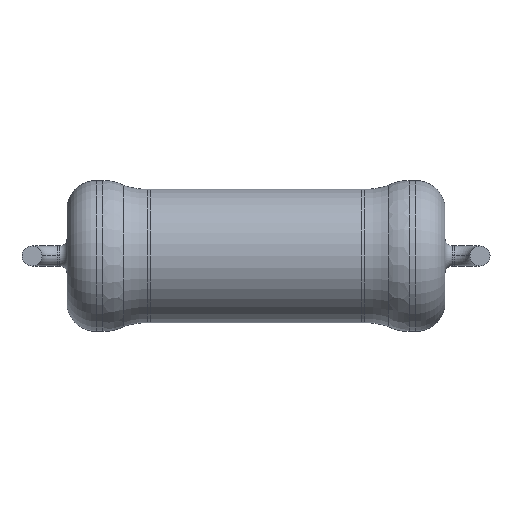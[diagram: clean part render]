
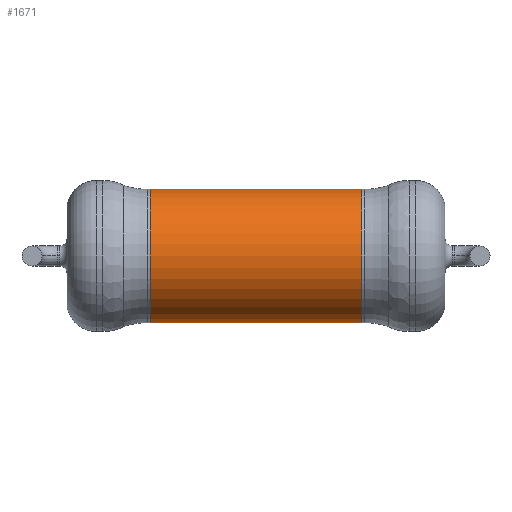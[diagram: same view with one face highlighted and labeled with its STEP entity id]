
A CAD part, front view. The second image highlights one B-rep face of the part: STEP entity #1671.
In plain terms, the highlighted cylindrical face has radius 2.651 mm (diameter 5.302 mm), a partial arc.
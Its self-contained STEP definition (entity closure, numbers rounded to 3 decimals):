
#78 = CIRCLE ( 'NONE', #1413, 2.651 ) ;
#170 = VECTOR ( 'NONE', #1569, 1000. ) ;
#192 = EDGE_CURVE ( 'NONE', #1833, #977, #1734, .T. ) ;
#201 = LINE ( 'NONE', #586, #170 ) ;
#228 = EDGE_CURVE ( 'NONE', #1141, #977, #253, .T. ) ;
#253 = LINE ( 'NONE', #1121, #1701 ) ;
#448 = FACE_OUTER_BOUND ( 'NONE', #1478, .T. ) ;
#485 = EDGE_CURVE ( 'NONE', #1481, #1141, #78, .T. ) ;
#520 = CARTESIAN_POINT ( 'NONE',  ( 4.195, 7.5, 0. ) ) ;
#555 = CARTESIAN_POINT ( 'NONE',  ( -4.195, 7.5, -2.651 ) ) ;
#559 = DIRECTION ( 'NONE',  ( -1., 0., 0. ) ) ;
#573 = DIRECTION ( 'NONE',  ( 0., 0., 1. ) ) ;
#586 = CARTESIAN_POINT ( 'NONE',  ( -7.5, 7.5, -2.651 ) ) ;
#624 = AXIS2_PLACEMENT_3D ( 'NONE', #1673, #843, #1816 ) ;
#664 = DIRECTION ( 'NONE',  ( 0., 0., 1. ) ) ;
#718 = CARTESIAN_POINT ( 'NONE',  ( -7.5, 7.5, 0. ) ) ;
#732 = CARTESIAN_POINT ( 'NONE',  ( 4.195, 7.5, 2.651 ) ) ;
#843 = DIRECTION ( 'NONE',  ( -1., 0., 0. ) ) ;
#864 = DIRECTION ( 'NONE',  ( -1., 0., 0. ) ) ;
#977 = VERTEX_POINT ( 'NONE', #1499 ) ;
#1041 = ORIENTED_EDGE ( 'NONE', *, *, #485, .T. ) ;
#1121 = CARTESIAN_POINT ( 'NONE',  ( -7.5, 7.5, 2.651 ) ) ;
#1141 = VERTEX_POINT ( 'NONE', #732 ) ;
#1178 = EDGE_CURVE ( 'NONE', #1481, #1833, #201, .T. ) ;
#1206 = CARTESIAN_POINT ( 'NONE',  ( 4.195, 7.5, -2.651 ) ) ;
#1254 = CYLINDRICAL_SURFACE ( 'NONE', #1577, 2.651 ) ;
#1300 = ORIENTED_EDGE ( 'NONE', *, *, #228, .T. ) ;
#1413 = AXIS2_PLACEMENT_3D ( 'NONE', #520, #1508, #664 ) ;
#1450 = ORIENTED_EDGE ( 'NONE', *, *, #192, .F. ) ;
#1478 = EDGE_LOOP ( 'NONE', ( #1756, #1041, #1300, #1450 ) ) ;
#1481 = VERTEX_POINT ( 'NONE', #1206 ) ;
#1499 = CARTESIAN_POINT ( 'NONE',  ( -4.195, 7.5, 2.651 ) ) ;
#1508 = DIRECTION ( 'NONE',  ( -1., 0., 0. ) ) ;
#1569 = DIRECTION ( 'NONE',  ( -1., 0., 0. ) ) ;
#1577 = AXIS2_PLACEMENT_3D ( 'NONE', #718, #864, #573 ) ;
#1671 = ADVANCED_FACE ( 'NONE', ( #448 ), #1254, .T. ) ;
#1673 = CARTESIAN_POINT ( 'NONE',  ( -4.195, 7.5, 0. ) ) ;
#1701 = VECTOR ( 'NONE', #559, 1000. ) ;
#1734 = CIRCLE ( 'NONE', #624, 2.651 ) ;
#1756 = ORIENTED_EDGE ( 'NONE', *, *, #1178, .F. ) ;
#1816 = DIRECTION ( 'NONE',  ( 0., 0., 1. ) ) ;
#1833 = VERTEX_POINT ( 'NONE', #555 ) ;
